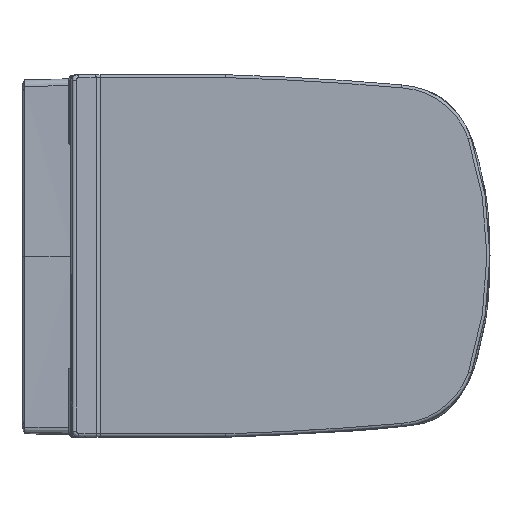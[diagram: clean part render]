
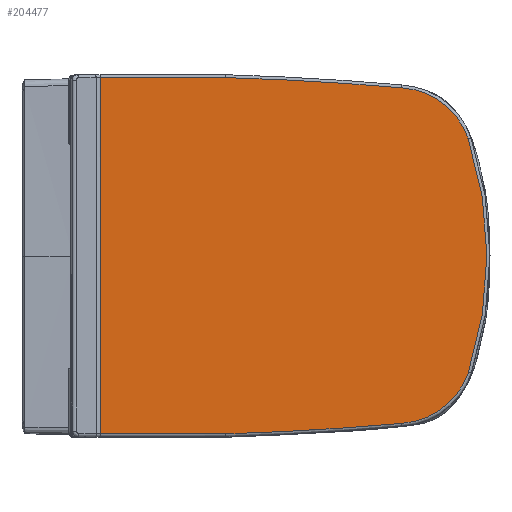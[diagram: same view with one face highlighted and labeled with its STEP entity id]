
A CAD part, top view. The second image highlights one B-rep face of the part: STEP entity #204477.
In plain terms, the highlighted face is planar.
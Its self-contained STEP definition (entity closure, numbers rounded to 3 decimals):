
#203799=CARTESIAN_POINT('',(-231.257,-5.689,66.744));
#203800=VERTEX_POINT('',#203799);
#203814=CARTESIAN_POINT('',(-162.092,-5.689,13.684));
#203815=VERTEX_POINT('',#203814);
#203816=CARTESIAN_POINT('',(-157.407,-5.689,91.401));
#203817=DIRECTION('',(0.,-1.,0.));
#203818=DIRECTION('',(-0.609,0.,-0.793));
#203819=AXIS2_PLACEMENT_3D('',#203816,#203817,#203818);
#203820=CIRCLE('',#203819,77.858);
#203821=EDGE_CURVE('',#203800,#203815,#203820,.T.);
#203849=CARTESIAN_POINT('',(19.436,-5.689,3.));
#203850=VERTEX_POINT('',#203849);
#203851=CARTESIAN_POINT('',(113.595,-5.689,3150.249));
#203852=DIRECTION('',(0.,-1.,0.));
#203853=DIRECTION('',(-0.059,0.,-0.998));
#203854=AXIS2_PLACEMENT_3D('',#203851,#203852,#203853);
#203855=CIRCLE('',#203854,3148.657);
#203856=EDGE_CURVE('',#203815,#203850,#203855,.T.);
#203883=CARTESIAN_POINT('',(148.84,-5.689,371.0));
#203884=VERTEX_POINT('',#203883);
#203892=CARTESIAN_POINT('',(19.435,-5.689,371.));
#203893=VERTEX_POINT('',#203892);
#203894=CARTESIAN_POINT('',(148.84,-5.689,371.0));
#203895=DIRECTION('',(-1.0,0.0,0.0));
#203896=VECTOR('',#203895,129.405);
#203897=LINE('',#203894,#203896);
#203898=EDGE_CURVE('',#203884,#203893,#203897,.T.);
#204273=CARTESIAN_POINT('',(148.84,-5.689,3.));
#204274=VERTEX_POINT('',#204273);
#204299=CARTESIAN_POINT('',(19.436,-5.689,3.));
#204300=DIRECTION('',(1.0,0.0,0.0));
#204301=VECTOR('',#204300,129.405);
#204302=LINE('',#204299,#204301);
#204303=EDGE_CURVE('',#203850,#204274,#204302,.T.);
#204326=CARTESIAN_POINT('',(-162.092,-5.689,360.316));
#204327=VERTEX_POINT('',#204326);
#204328=CARTESIAN_POINT('',(113.595,-5.689,-2776.249));
#204329=DIRECTION('',(0.,-1.,0.));
#204330=DIRECTION('',(-0.059,0.,0.998));
#204331=AXIS2_PLACEMENT_3D('',#204328,#204329,#204330);
#204332=CIRCLE('',#204331,3148.657);
#204333=EDGE_CURVE('',#203893,#204327,#204332,.T.);
#204358=CARTESIAN_POINT('',(-231.257,-5.689,307.256));
#204359=VERTEX_POINT('',#204358);
#204360=CARTESIAN_POINT('',(-157.407,-5.689,282.599));
#204361=DIRECTION('',(0.,-1.,0.));
#204362=DIRECTION('',(-0.609,0.,0.793));
#204363=AXIS2_PLACEMENT_3D('',#204360,#204361,#204362);
#204364=CIRCLE('',#204363,77.858);
#204365=EDGE_CURVE('',#204327,#204359,#204364,.T.);
#204409=CARTESIAN_POINT('',(138.161,-5.689,187.));
#204410=DIRECTION('',(0.0,-1.0,0.0));
#204411=DIRECTION('',(-1.0,0.0,0.0));
#204412=AXIS2_PLACEMENT_3D('',#204409,#204410,#204411);
#204413=CIRCLE('',#204412,388.498);
#204414=EDGE_CURVE('',#204359,#203800,#204413,.T.);
#204457=CARTESIAN_POINT('',(-254.405,-5.689,0.0));
#204458=DIRECTION('',(0.0,1.0,0.0));
#204459=DIRECTION('',(0.0,0.0,1.0));
#204460=AXIS2_PLACEMENT_3D('',#204457,#204458,#204459);
#204461=PLANE('',#204460);
#204462=ORIENTED_EDGE('',*,*,#204303,.F.);
#204463=ORIENTED_EDGE('',*,*,#203856,.F.);
#204464=ORIENTED_EDGE('',*,*,#203821,.F.);
#204465=ORIENTED_EDGE('',*,*,#204414,.F.);
#204466=ORIENTED_EDGE('',*,*,#204365,.F.);
#204467=ORIENTED_EDGE('',*,*,#204333,.F.);
#204468=ORIENTED_EDGE('',*,*,#203898,.F.);
#204469=CARTESIAN_POINT('',(148.84,-5.689,3.));
#204470=DIRECTION('',(0.0,0.0,1.0));
#204471=VECTOR('',#204470,368.0);
#204472=LINE('',#204469,#204471);
#204473=EDGE_CURVE('',#204274,#203884,#204472,.T.);
#204474=ORIENTED_EDGE('',*,*,#204473,.F.);
#204475=EDGE_LOOP('',(#204462,#204463,#204464,#204465,#204466,#204467,#204468,#204474));
#204476=FACE_OUTER_BOUND('',#204475,.T.);
#204477=ADVANCED_FACE('',(#204476),#204461,.T.);
